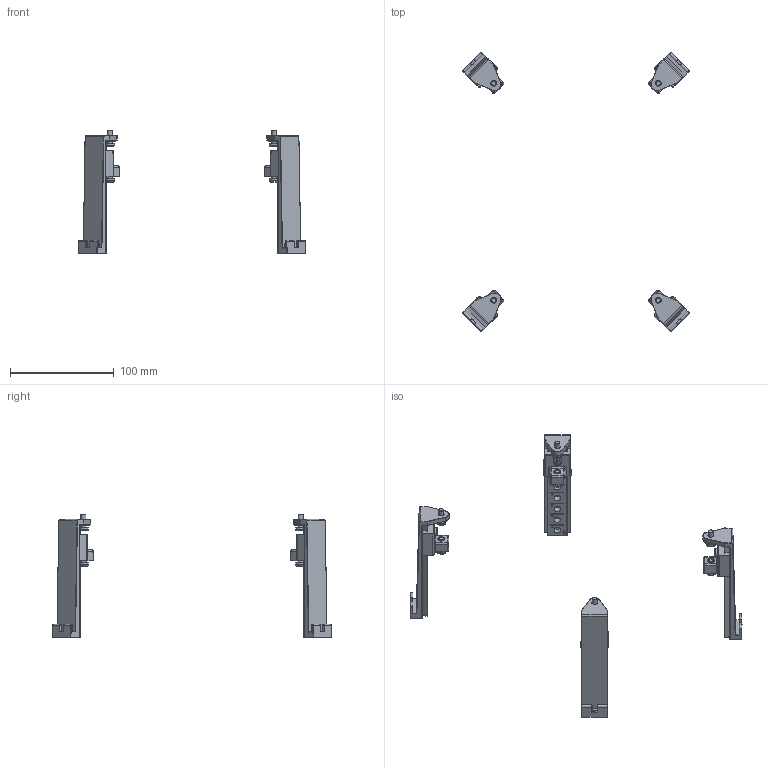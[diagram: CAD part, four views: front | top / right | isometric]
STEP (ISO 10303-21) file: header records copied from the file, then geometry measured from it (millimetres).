
FILE_DESCRIPTION (( 'STEP AP214' ), '1' );
FILE_NAME ('FR6PKA.STEP', '2020-10-05T14:20:21', ( '' ), ( '' ), 'SwSTEP 2.0', 'SolidWorks 2019', '' );
FILE_SCHEMA (( 'AUTOMOTIVE_DESIGN' ));
Length unit declared in the file: inch
Products named in the file (1): FR6PKA
Bounding box: 218.97 x 269.79 x 119.44 mm (x, y, z)
Volume: 126767.7 mm3; surface area: 66311.8 mm2
Topology: 25 solids, 25 shells, 1384 faces, 3362 edges, 2076 vertices
Faces by surface type: plane 682, bspline 372, cylinder 318, cone 12
Full cylindrical faces by diameter (mm): 3.962 x1, 4.826 x12, 5.5 x4, 5.588 x4, 6.248 x1, 6.35 x32, 6.426 x8, 8 x4, 9.474 x8, 11 x4
Entity records: 65724 total; most frequent: CARTESIAN_POINT 18453, ORIENTED_EDGE 6344, DIRECTION 4934, EDGE_CURVE 3172, VERTEX_POINT 2040, LINE 1932, VECTOR 1932, EDGE_LOOP 1620
